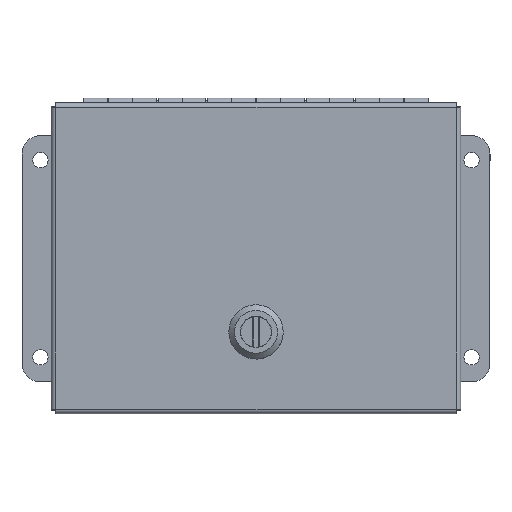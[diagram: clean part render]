
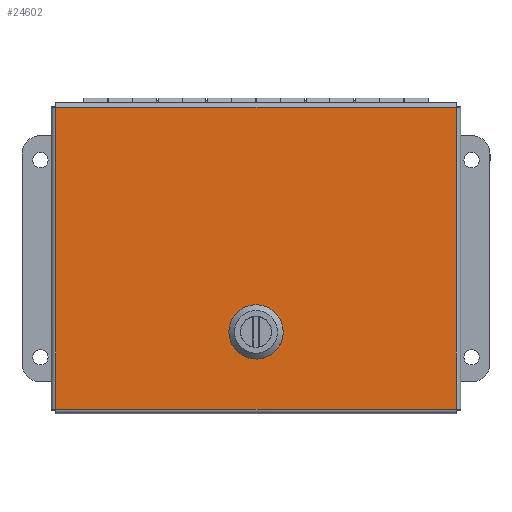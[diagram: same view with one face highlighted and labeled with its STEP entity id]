
A CAD part, top view. The second image highlights one B-rep face of the part: STEP entity #24602.
In plain terms, the highlighted planar face has unit normal (0, 0, 1).
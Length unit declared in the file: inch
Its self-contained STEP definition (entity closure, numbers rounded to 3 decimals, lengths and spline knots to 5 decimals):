
#261 = VERTEX_POINT ( 'NONE', #15332 ) ;
#516 = DIRECTION ( 'NONE',  ( 0., -1., 0. ) ) ;
#1500 = ORIENTED_EDGE ( 'NONE', *, *, #12934, .T. ) ;
#1931 = CARTESIAN_POINT ( 'NONE',  ( -4.06175, 1.0011, 3.3425 ) ) ;
#2132 = VECTOR ( 'NONE', #10373, 39.37008 ) ;
#2186 = CARTESIAN_POINT ( 'NONE',  ( 4.06175, 1.0011, 3.3425 ) ) ;
#2401 = EDGE_CURVE ( 'NONE', #18202, #40209, #40315, .T. ) ;
#3019 = DIRECTION ( 'NONE',  ( 0., 0., -1. ) ) ;
#3180 = CARTESIAN_POINT ( 'NONE',  ( 0.20616, -0.0939, 3.3425 ) ) ;
#3447 = CARTESIAN_POINT ( 'NONE',  ( 0., -0.4939, 3.3425 ) ) ;
#5095 = CARTESIAN_POINT ( 'NONE',  ( 0.4, -0.28774, 3.3425 ) ) ;
#5284 = CARTESIAN_POINT ( 'NONE',  ( -4.06175, -2.06065, 3.3425 ) ) ;
#6342 = VECTOR ( 'NONE', #18579, 39.37008 ) ;
#6417 = DIRECTION ( 'NONE',  ( 0., 0., -1. ) ) ;
#6464 = CIRCLE ( 'NONE', #35089, 0.45 ) ;
#7042 = EDGE_CURVE ( 'NONE', #18482, #18202, #15460, .T. ) ;
#7323 = EDGE_CURVE ( 'NONE', #40209, #29976, #37220, .T. ) ;
#7374 = EDGE_CURVE ( 'NONE', #17297, #13265, #19877, .T. ) ;
#7531 = CARTESIAN_POINT ( 'NONE',  ( -4.06175, 4.06285, 3.3425 ) ) ;
#7595 = ORIENTED_EDGE ( 'NONE', *, *, #26068, .F. ) ;
#8031 = CARTESIAN_POINT ( 'NONE',  ( 0.4, -0.70006, 3.3425 ) ) ;
#8292 = LINE ( 'NONE', #13271, #33555 ) ;
#8503 = ORIENTED_EDGE ( 'NONE', *, *, #7042, .T. ) ;
#9579 = ORIENTED_EDGE ( 'NONE', *, *, #2401, .T. ) ;
#9709 = CARTESIAN_POINT ( 'NONE',  ( 0.20616, -0.8939, 3.3425 ) ) ;
#9743 = AXIS2_PLACEMENT_3D ( 'NONE', #12872, #6417, #12750 ) ;
#9950 = LINE ( 'NONE', #11843, #22814 ) ;
#10373 = DIRECTION ( 'NONE',  ( -1., 0., 0. ) ) ;
#10576 = CARTESIAN_POINT ( 'NONE',  ( 0., -0.4939, 3.3425 ) ) ;
#10610 = LINE ( 'NONE', #1931, #11092 ) ;
#11092 = VECTOR ( 'NONE', #36707, 39.37008 ) ;
#11713 = VECTOR ( 'NONE', #18091, 39.37008 ) ;
#11843 = CARTESIAN_POINT ( 'NONE',  ( 0., 4.06285, 3.3425 ) ) ;
#12076 = ORIENTED_EDGE ( 'NONE', *, *, #31842, .F. ) ;
#12750 = DIRECTION ( 'NONE',  ( 0., -1., 0. ) ) ;
#12872 = CARTESIAN_POINT ( 'NONE',  ( 0., 1.0011, 3.3425 ) ) ;
#12934 = EDGE_CURVE ( 'NONE', #29976, #261, #34147, .T. ) ;
#12957 = CARTESIAN_POINT ( 'NONE',  ( 0.4, -0.28774, 3.3425 ) ) ;
#13081 = ORIENTED_EDGE ( 'NONE', *, *, #40670, .T. ) ;
#13265 = VERTEX_POINT ( 'NONE', #5095 ) ;
#13271 = CARTESIAN_POINT ( 'NONE',  ( -0.20616, -0.0939, 3.3425 ) ) ;
#14054 = ORIENTED_EDGE ( 'NONE', *, *, #25260, .F. ) ;
#14160 = ORIENTED_EDGE ( 'NONE', *, *, #22267, .T. ) ;
#14421 = ORIENTED_EDGE ( 'NONE', *, *, #38215, .F. ) ;
#14650 = ORIENTED_EDGE ( 'NONE', *, *, #7323, .T. ) ;
#14771 = FACE_OUTER_BOUND ( 'NONE', #28300, .T. ) ;
#14909 = CARTESIAN_POINT ( 'NONE',  ( -0.4, -0.70006, 3.3425 ) ) ;
#15199 = DIRECTION ( 'NONE',  ( 0., -1., 0. ) ) ;
#15332 = CARTESIAN_POINT ( 'NONE',  ( -0.4, -0.28774, 3.3425 ) ) ;
#15460 = CIRCLE ( 'NONE', #33891, 0.45 ) ;
#17139 = LINE ( 'NONE', #2186, #11713 ) ;
#17251 = VERTEX_POINT ( 'NONE', #19116 ) ;
#17297 = VERTEX_POINT ( 'NONE', #3180 ) ;
#18091 = DIRECTION ( 'NONE',  ( 0., -1., 0. ) ) ;
#18202 = VERTEX_POINT ( 'NONE', #9709 ) ;
#18482 = VERTEX_POINT ( 'NONE', #8031 ) ;
#18579 = DIRECTION ( 'NONE',  ( -1., 0., 0. ) ) ;
#19116 = CARTESIAN_POINT ( 'NONE',  ( 4.06175, -2.06065, 3.3425 ) ) ;
#19302 = AXIS2_PLACEMENT_3D ( 'NONE', #34733, #3019, #15199 ) ;
#19432 = VERTEX_POINT ( 'NONE', #32327 ) ;
#19877 = CIRCLE ( 'NONE', #19302, 0.45 ) ;
#20138 = DIRECTION ( 'NONE',  ( 0., 0., -1. ) ) ;
#21012 = EDGE_LOOP ( 'NONE', ( #28535, #24950, #13081, #8503, #9579, #14650, #1500, #14160 ) ) ;
#22106 = CARTESIAN_POINT ( 'NONE',  ( -0.4, -0.70006, 3.3425 ) ) ;
#22267 = EDGE_CURVE ( 'NONE', #261, #19432, #6464, .T. ) ;
#22814 = VECTOR ( 'NONE', #24355, 39.37008 ) ;
#23703 = CARTESIAN_POINT ( 'NONE',  ( -0.20616, -0.8939, 3.3425 ) ) ;
#24355 = DIRECTION ( 'NONE',  ( 1., 0., 0. ) ) ;
#24423 = VERTEX_POINT ( 'NONE', #27420 ) ;
#24602 = ADVANCED_FACE ( 'NONE', ( #29159, #14771 ), #38526, .F. ) ;
#24832 = VERTEX_POINT ( 'NONE', #7531 ) ;
#24888 = DIRECTION ( 'NONE',  ( 0., 1., 0. ) ) ;
#24950 = ORIENTED_EDGE ( 'NONE', *, *, #7374, .T. ) ;
#25260 = EDGE_CURVE ( 'NONE', #17251, #37620, #28645, .T. ) ;
#25365 = EDGE_CURVE ( 'NONE', #19432, #17297, #8292, .T. ) ;
#26046 = DIRECTION ( 'NONE',  ( 1., 0., 0. ) ) ;
#26068 = EDGE_CURVE ( 'NONE', #37620, #24832, #10610, .T. ) ;
#27420 = CARTESIAN_POINT ( 'NONE',  ( 4.06175, 4.06285, 3.3425 ) ) ;
#28300 = EDGE_LOOP ( 'NONE', ( #12076, #14421, #7595, #14054 ) ) ;
#28535 = ORIENTED_EDGE ( 'NONE', *, *, #25365, .T. ) ;
#28645 = LINE ( 'NONE', #34235, #6342 ) ;
#29159 = FACE_BOUND ( 'NONE', #21012, .T. ) ;
#29357 = CARTESIAN_POINT ( 'NONE',  ( 0.20616, -0.8939, 3.3425 ) ) ;
#29976 = VERTEX_POINT ( 'NONE', #14909 ) ;
#31842 = EDGE_CURVE ( 'NONE', #24423, #17251, #17139, .T. ) ;
#32010 = DIRECTION ( 'NONE',  ( 0., -1., 0. ) ) ;
#32327 = CARTESIAN_POINT ( 'NONE',  ( -0.20616, -0.0939, 3.3425 ) ) ;
#32744 = DIRECTION ( 'NONE',  ( 0., -1., 0. ) ) ;
#33555 = VECTOR ( 'NONE', #26046, 39.37008 ) ;
#33891 = AXIS2_PLACEMENT_3D ( 'NONE', #3447, #41053, #32010 ) ;
#33925 = DIRECTION ( 'NONE',  ( 0., 0., -1. ) ) ;
#34147 = LINE ( 'NONE', #22106, #37140 ) ;
#34235 = CARTESIAN_POINT ( 'NONE',  ( 0., -2.06065, 3.3425 ) ) ;
#34733 = CARTESIAN_POINT ( 'NONE',  ( 0., -0.4939, 3.3425 ) ) ;
#34970 = AXIS2_PLACEMENT_3D ( 'NONE', #36961, #33925, #40321 ) ;
#35089 = AXIS2_PLACEMENT_3D ( 'NONE', #10576, #20138, #32744 ) ;
#36707 = DIRECTION ( 'NONE',  ( 0., 1., 0. ) ) ;
#36961 = CARTESIAN_POINT ( 'NONE',  ( 0., -0.4939, 3.3425 ) ) ;
#37140 = VECTOR ( 'NONE', #24888, 39.37008 ) ;
#37220 = CIRCLE ( 'NONE', #34970, 0.45 ) ;
#37269 = LINE ( 'NONE', #12957, #40751 ) ;
#37620 = VERTEX_POINT ( 'NONE', #5284 ) ;
#38215 = EDGE_CURVE ( 'NONE', #24832, #24423, #9950, .T. ) ;
#38526 = PLANE ( 'NONE',  #9743 ) ;
#40209 = VERTEX_POINT ( 'NONE', #23703 ) ;
#40315 = LINE ( 'NONE', #29357, #2132 ) ;
#40321 = DIRECTION ( 'NONE',  ( 0., -1., 0. ) ) ;
#40670 = EDGE_CURVE ( 'NONE', #13265, #18482, #37269, .T. ) ;
#40751 = VECTOR ( 'NONE', #516, 39.37008 ) ;
#41053 = DIRECTION ( 'NONE',  ( 0., 0., -1. ) ) ;
